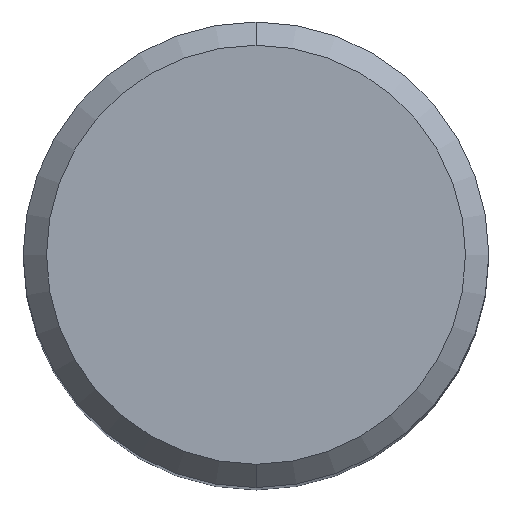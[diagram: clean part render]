
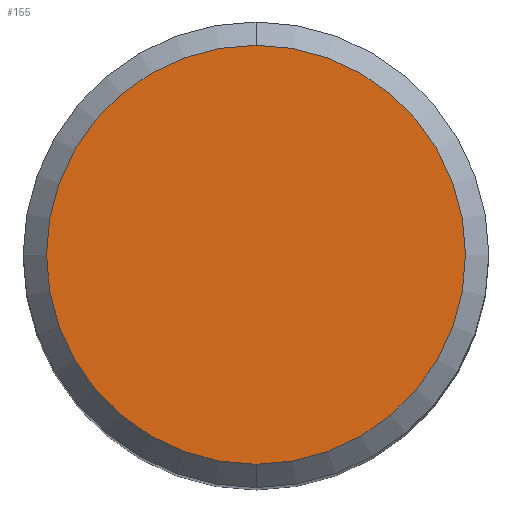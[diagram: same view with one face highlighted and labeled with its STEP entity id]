
A CAD part, top view. The second image highlights one B-rep face of the part: STEP entity #155.
In plain terms, the highlighted planar face has unit normal (0, 0, 1).
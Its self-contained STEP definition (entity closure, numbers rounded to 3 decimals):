
#101=EDGE_CURVE('',#201,#105,#252,.T.);
#105=VERTEX_POINT('',#256);
#155=ADVANCED_FACE('',(#312),#313,.T.);
#201=VERTEX_POINT('',#367);
#211=EDGE_CURVE('',#105,#201,#378,.T.);
#252=CIRCLE('',#413,7.2);
#256=CARTESIAN_POINT('',(0.0,7.2,0.));
#312=FACE_OUTER_BOUND('',#492,.T.);
#313=PLANE('',#493);
#367=CARTESIAN_POINT('',(0.,-7.2,0.));
#378=CIRCLE('',#574,7.2);
#413=AXIS2_PLACEMENT_3D('',#601,#602,#603);
#492=EDGE_LOOP('',(#675,#676));
#493=AXIS2_PLACEMENT_3D('',#677,#678,#679);
#574=AXIS2_PLACEMENT_3D('',#770,#771,#772);
#601=CARTESIAN_POINT('',(0.0,0.0,0.));
#602=DIRECTION('',(0.0,0.0,-1.0));
#603=DIRECTION('',(0.0,1.0,0.0));
#675=ORIENTED_EDGE('',*,*,#211,.F.);
#676=ORIENTED_EDGE('',*,*,#101,.F.);
#677=CARTESIAN_POINT('',(0.0,3.6,0.));
#678=DIRECTION('',(-0.0,0.0,1.0));
#679=DIRECTION('',(0.0,-1.0,0.0));
#770=CARTESIAN_POINT('',(0.0,0.0,0.));
#771=DIRECTION('',(0.0,0.0,-1.0));
#772=DIRECTION('',(0.0,1.0,0.0));
